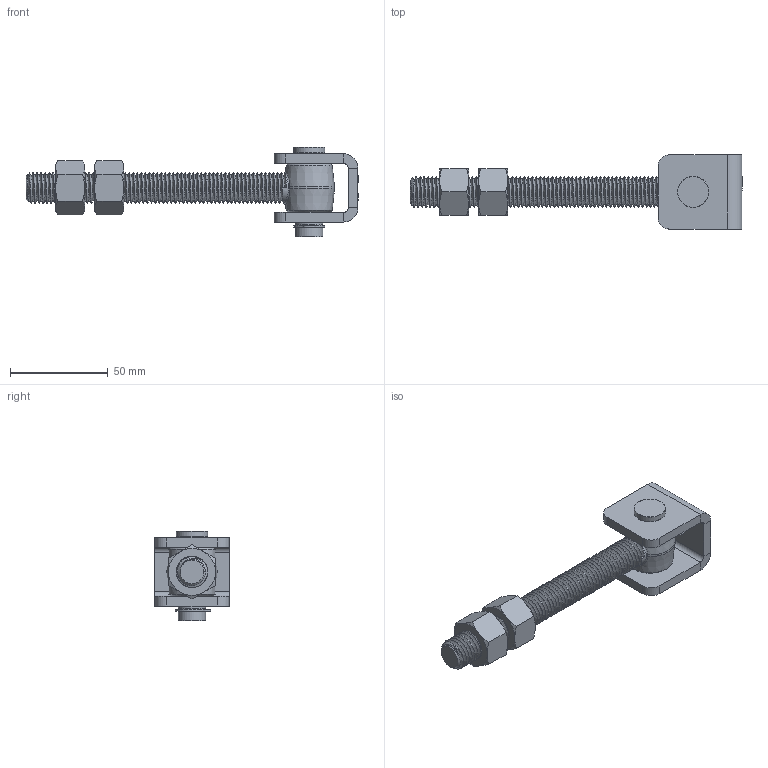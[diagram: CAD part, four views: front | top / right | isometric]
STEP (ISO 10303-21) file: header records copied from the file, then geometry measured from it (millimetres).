
FILE_DESCRIPTION(/* description */ (''),/* implementation_level */ '2;1');
FILE_NAME(/* name */ '25163L.stp',/* time_stamp */ '2019-08-05T14:31:58+02:00',/* author */ ('Marc'),/* organization */ (''),/* preprocessor_version */ 'ST-DEVELOPER v17.2',/* originating_system */ 'Autodesk Inventor 2019',/* authorisation */ '');
FILE_SCHEMA (('AUTOMOTIVE_DESIGN { 1 0 10303 214 3 1 1 }'));
Length unit declared in the file: millimetre
Products named in the file (6): 25163L; 25163-3; 25163-7; 25163-4; 25163-2; 06036
Assembly tree (6 placements, depth 2):
  25163L
    25163-3
    25163-7
    25163-4
    25163-2
    06036  x2
Bounding box: 170 x 38 x 46 mm (x, y, z)
Volume: 65372.7 mm3; surface area: 32216.1 mm2
Topology: 6 solids, 6 shells, 187 faces, 460 edges, 288 vertices
Faces by surface type: cylinder 95, plane 47, cone 33, bspline 7, torus 5
Full cylindrical faces by diameter (mm): 1.5 x2, 10.5 x1, 12 x1, 13.835 x2, 14 x2, 14.1 x3, 16 x64
Entity records: 14401 total; most frequent: CARTESIAN_POINT 10523, ORIENTED_EDGE 820, DIRECTION 664, EDGE_CURVE 410, VERTEX_POINT 259, AXIS2_PLACEMENT_3D 259, EDGE_LOOP 181, FACE_OUTER_BOUND 164
